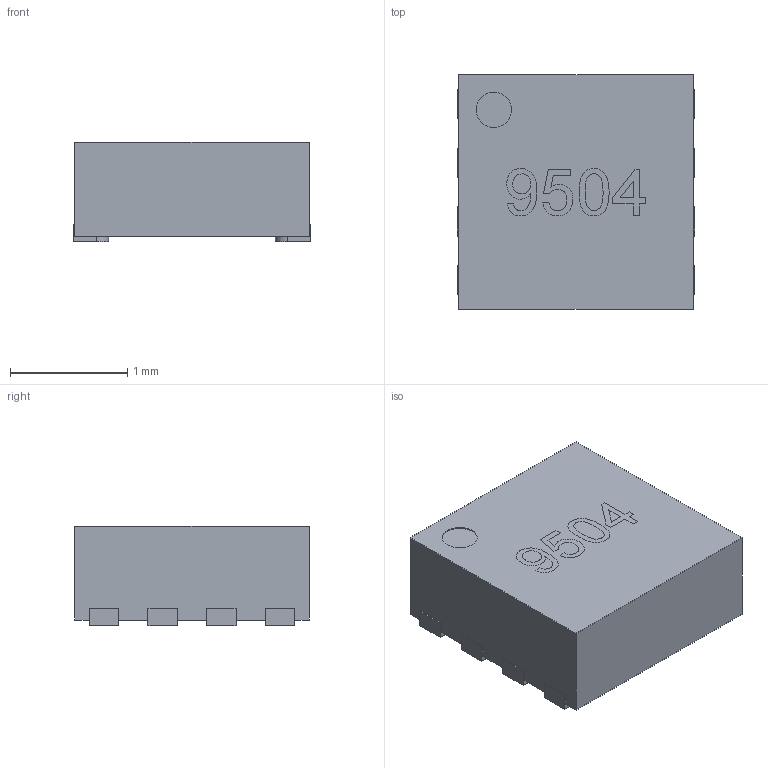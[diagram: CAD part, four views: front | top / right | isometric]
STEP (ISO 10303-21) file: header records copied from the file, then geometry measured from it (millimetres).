
FILE_DESCRIPTION (( 'STEP AP214' ), '1' );
FILE_NAME ('DFN2x2_8.STEP', '2022-11-06T09:30:49', ( '' ), ( '' ), 'SwSTEP 2.0', 'SolidWorks 2022', '' );
FILE_SCHEMA (( 'AUTOMOTIVE_DESIGN' ));
Length unit declared in the file: millimetre
Products named in the file (1): DFN2x2_8
Bounding box: 2.02 x 2 x 0.85 mm (x, y, z)
Volume: 3.2 mm3; surface area: 14.9 mm2
Topology: 1 solids, 1 shells, 80 faces, 264 edges, 194 vertices
Faces by surface type: plane 62, cylinder 18
Entity records: 3835 total; most frequent: CARTESIAN_POINT 1061, ORIENTED_EDGE 528, DIRECTION 430, EDGE_CURVE 264, VECTOR 196, LINE 196, VERTEX_POINT 194, AXIS2_PLACEMENT_3D 117
